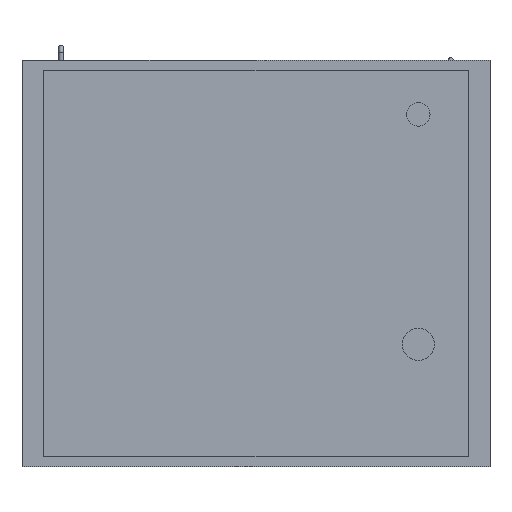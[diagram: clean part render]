
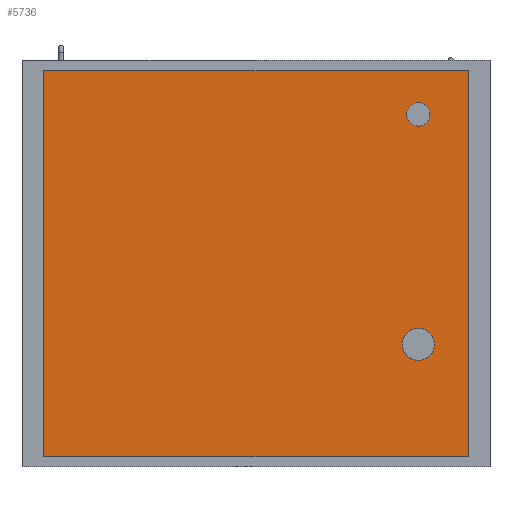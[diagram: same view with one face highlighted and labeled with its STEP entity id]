
A CAD part, front view. The second image highlights one B-rep face of the part: STEP entity #5736.
In plain terms, the highlighted planar face has unit normal (0, -1, 0).
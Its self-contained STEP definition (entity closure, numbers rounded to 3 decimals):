
#90=FACE_BOUND('',#747,.T.);
#91=FACE_BOUND('',#748,.T.);
#110=PLANE('',#6150);
#393=FACE_OUTER_BOUND('',#746,.T.);
#746=EDGE_LOOP('',(#4047,#4048,#4049,#4050));
#747=EDGE_LOOP('',(#4051));
#748=EDGE_LOOP('',(#4052));
#1106=LINE('',#8356,#1791);
#1110=LINE('',#8364,#1795);
#1113=LINE('',#8370,#1798);
#1116=LINE('',#8375,#1801);
#1791=VECTOR('',#6674,10.);
#1795=VECTOR('',#6680,10.);
#1798=VECTOR('',#6685,10.);
#1801=VECTOR('',#6690,10.);
#2463=CIRCLE('',#6134,20.);
#2465=CIRCLE('',#6138,27.5);
#2609=VERTEX_POINT('',#8317);
#2611=VERTEX_POINT('',#8324);
#2620=VERTEX_POINT('',#8354);
#2621=VERTEX_POINT('',#8355);
#2624=VERTEX_POINT('',#8363);
#2626=VERTEX_POINT('',#8369);
#3164=EDGE_CURVE('',#2609,#2609,#2463,.T.);
#3167=EDGE_CURVE('',#2611,#2611,#2465,.T.);
#3180=EDGE_CURVE('',#2620,#2621,#1106,.T.);
#3184=EDGE_CURVE('',#2624,#2620,#1110,.T.);
#3187=EDGE_CURVE('',#2626,#2624,#1113,.T.);
#3190=EDGE_CURVE('',#2621,#2626,#1116,.T.);
#4047=ORIENTED_EDGE('',*,*,#3190,.F.);
#4048=ORIENTED_EDGE('',*,*,#3180,.F.);
#4049=ORIENTED_EDGE('',*,*,#3184,.F.);
#4050=ORIENTED_EDGE('',*,*,#3187,.F.);
#4051=ORIENTED_EDGE('',*,*,#3164,.T.);
#4052=ORIENTED_EDGE('',*,*,#3167,.T.);
#5736=ADVANCED_FACE('',(#393,#90,#91),#110,.F.);
#6134=AXIS2_PLACEMENT_3D('',#8319,#6637,#6638);
#6138=AXIS2_PLACEMENT_3D('',#8326,#6646,#6647);
#6150=AXIS2_PLACEMENT_3D('',#8378,#6694,#6695);
#6637=DIRECTION('center_axis',(0.,1.,0.));
#6638=DIRECTION('ref_axis',(1.,0.,0.));
#6646=DIRECTION('center_axis',(0.,1.,0.));
#6647=DIRECTION('ref_axis',(1.,0.,0.));
#6674=DIRECTION('',(0.,0.,1.));
#6680=DIRECTION('',(-1.,0.,0.));
#6685=DIRECTION('',(0.,0.,-1.));
#6690=DIRECTION('',(1.,0.,0.));
#6694=DIRECTION('center_axis',(0.,1.,0.));
#6695=DIRECTION('ref_axis',(0.,0.,1.));
#8317=CARTESIAN_POINT('',(257.5,0.,255.));
#8319=CARTESIAN_POINT('Origin',(277.5,0.,255.));
#8324=CARTESIAN_POINT('',(250.,0.,-138.));
#8326=CARTESIAN_POINT('Origin',(277.5,0.,-138.));
#8354=CARTESIAN_POINT('',(-362.5,0.,-330.));
#8355=CARTESIAN_POINT('',(-362.5,0.,330.));
#8356=CARTESIAN_POINT('',(-362.5,0.,-330.));
#8363=CARTESIAN_POINT('',(362.5,0.,-330.));
#8364=CARTESIAN_POINT('',(362.5,0.,-330.));
#8369=CARTESIAN_POINT('',(362.5,0.,330.));
#8370=CARTESIAN_POINT('',(362.5,0.,330.));
#8375=CARTESIAN_POINT('',(-362.5,0.,330.));
#8378=CARTESIAN_POINT('Origin',(0.,0.,0.));
